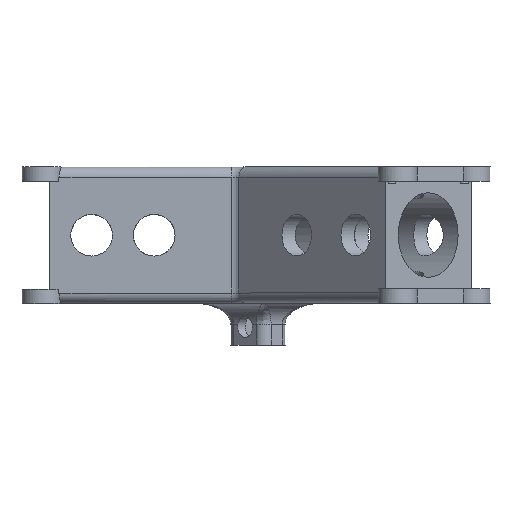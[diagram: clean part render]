
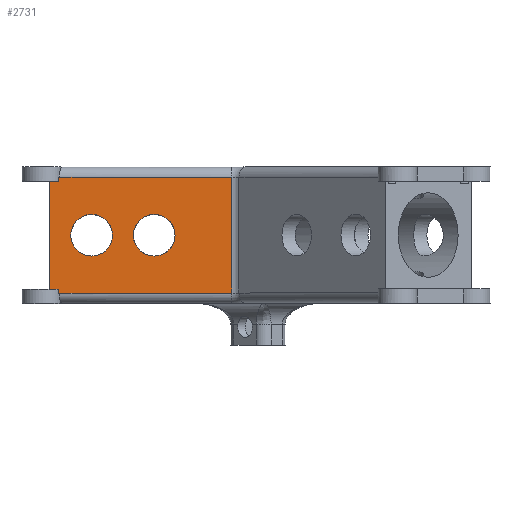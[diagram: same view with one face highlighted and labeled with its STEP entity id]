
A CAD part, top view. The second image highlights one B-rep face of the part: STEP entity #2731.
In plain terms, the highlighted planar face has unit normal (0, 0, 1).
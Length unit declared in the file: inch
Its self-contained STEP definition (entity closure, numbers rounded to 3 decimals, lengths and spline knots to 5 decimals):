
#55=FACE_BOUND('',#385,.T.);
#56=FACE_BOUND('',#386,.T.);
#125=PLANE('',#3000);
#230=FACE_OUTER_BOUND('',#384,.T.);
#384=EDGE_LOOP('',(#2226,#2227,#2228,#2229,#2230,#2231,#2232,#2233));
#385=EDGE_LOOP('',(#2234));
#386=EDGE_LOOP('',(#2235));
#607=LINE('',#4997,#807);
#616=LINE('',#5034,#816);
#679=LINE('',#5468,#879);
#683=LINE('',#5519,#883);
#685=LINE('',#5522,#885);
#687=LINE('',#5525,#887);
#688=LINE('',#5526,#888);
#689=LINE('',#5527,#889);
#807=VECTOR('',#3333,0.3937);
#816=VECTOR('',#3362,0.3937);
#879=VECTOR('',#3593,0.3937);
#883=VECTOR('',#3613,0.3937);
#885=VECTOR('',#3617,0.3937);
#887=VECTOR('',#3621,0.3937);
#888=VECTOR('',#3622,0.3937);
#889=VECTOR('',#3623,0.3937);
#954=CIRCLE('',#2823,0.25);
#956=CIRCLE('',#2827,0.25);
#1114=VERTEX_POINT('',#4326);
#1120=VERTEX_POINT('',#4410);
#1217=VERTEX_POINT('',#4995);
#1218=VERTEX_POINT('',#4996);
#1235=VERTEX_POINT('',#5031);
#1236=VERTEX_POINT('',#5033);
#1309=VERTEX_POINT('',#5451);
#1311=VERTEX_POINT('',#5457);
#1314=VERTEX_POINT('',#5484);
#1320=VERTEX_POINT('',#5508);
#1395=EDGE_CURVE('',#1114,#1114,#954,.T.);
#1403=EDGE_CURVE('',#1120,#1120,#956,.T.);
#1523=EDGE_CURVE('',#1217,#1218,#607,.T.);
#1541=EDGE_CURVE('',#1236,#1235,#616,.T.);
#1659=EDGE_CURVE('',#1309,#1311,#679,.T.);
#1670=EDGE_CURVE('',#1320,#1314,#683,.T.);
#1672=EDGE_CURVE('',#1314,#1309,#685,.T.);
#1674=EDGE_CURVE('',#1320,#1236,#687,.T.);
#1675=EDGE_CURVE('',#1235,#1217,#688,.T.);
#1676=EDGE_CURVE('',#1218,#1311,#689,.T.);
#2226=ORIENTED_EDGE('',*,*,#1659,.F.);
#2227=ORIENTED_EDGE('',*,*,#1672,.F.);
#2228=ORIENTED_EDGE('',*,*,#1670,.F.);
#2229=ORIENTED_EDGE('',*,*,#1674,.T.);
#2230=ORIENTED_EDGE('',*,*,#1541,.T.);
#2231=ORIENTED_EDGE('',*,*,#1675,.T.);
#2232=ORIENTED_EDGE('',*,*,#1523,.T.);
#2233=ORIENTED_EDGE('',*,*,#1676,.T.);
#2234=ORIENTED_EDGE('',*,*,#1395,.T.);
#2235=ORIENTED_EDGE('',*,*,#1403,.T.);
#2731=ADVANCED_FACE('',(#230,#55,#56),#125,.T.);
#2823=AXIS2_PLACEMENT_3D('',#4327,#3132,#3133);
#2827=AXIS2_PLACEMENT_3D('',#4411,#3142,#3143);
#3000=AXIS2_PLACEMENT_3D('',#5524,#3619,#3620);
#3132=DIRECTION('center_axis',(0.,0.,-1.));
#3133=DIRECTION('ref_axis',(1.,0.,0.));
#3142=DIRECTION('center_axis',(0.,0.,-1.));
#3143=DIRECTION('ref_axis',(1.,0.,0.));
#3333=DIRECTION('',(1.,0.,0.));
#3362=DIRECTION('',(-1.,0.,0.));
#3593=DIRECTION('',(-1.,0.,0.));
#3613=DIRECTION('',(1.,0.,0.));
#3617=DIRECTION('',(0.,-1.,0.));
#3619=DIRECTION('center_axis',(0.,0.,1.));
#3620=DIRECTION('ref_axis',(0.,-1.,0.));
#3621=DIRECTION('',(0.,-1.,0.));
#3622=DIRECTION('',(0.,-1.,0.));
#3623=DIRECTION('',(0.,-1.,0.));
#4326=CARTESIAN_POINT('',(0.447,0.818,1.457));
#4327=CARTESIAN_POINT('Origin',(0.697,0.818,1.457));
#4410=CARTESIAN_POINT('',(1.197,0.818,1.457));
#4411=CARTESIAN_POINT('Origin',(1.447,0.818,1.457));
#4995=CARTESIAN_POINT('',(0.197,0.173,1.457));
#4996=CARTESIAN_POINT('',(0.30525,0.173,1.457));
#4997=CARTESIAN_POINT('',(0.30525,0.173,1.457));
#5031=CARTESIAN_POINT('',(0.197,1.463,1.457));
#5033=CARTESIAN_POINT('',(0.30525,1.463,1.457));
#5034=CARTESIAN_POINT('',(0.197,1.463,1.457));
#5451=CARTESIAN_POINT('',(2.37497,0.125,1.457));
#5457=CARTESIAN_POINT('',(0.30525,0.125,1.457));
#5468=CARTESIAN_POINT('',(0.,0.125,1.457));
#5484=CARTESIAN_POINT('',(2.37497,1.511,1.457));
#5508=CARTESIAN_POINT('',(0.30525,1.511,1.457));
#5519=CARTESIAN_POINT('',(0.,1.511,1.457));
#5522=CARTESIAN_POINT('',(2.37497,1.636,1.457));
#5524=CARTESIAN_POINT('Origin',(0.,1.636,1.457));
#5525=CARTESIAN_POINT('',(0.30525,1.636,1.457));
#5526=CARTESIAN_POINT('',(0.197,0.188,1.457));
#5527=CARTESIAN_POINT('',(0.30525,0.,1.457));
